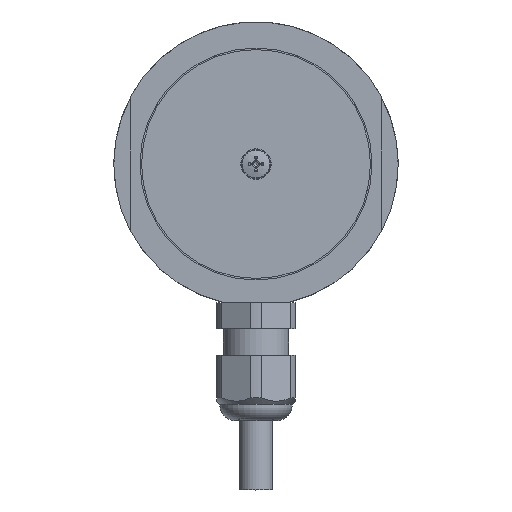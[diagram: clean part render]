
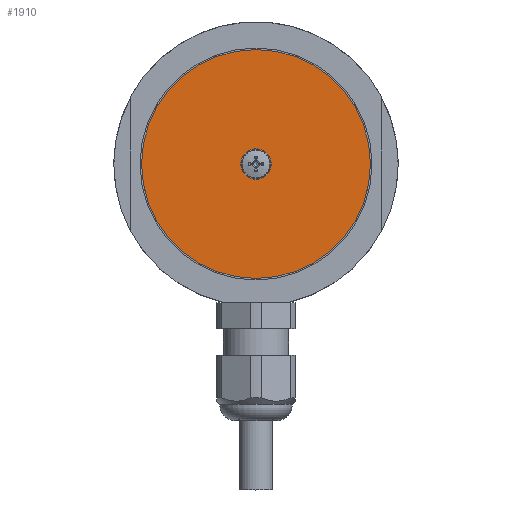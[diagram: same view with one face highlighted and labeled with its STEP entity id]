
A CAD part, top view. The second image highlights one B-rep face of the part: STEP entity #1910.
In plain terms, the highlighted planar face has unit normal (0, 0, 1).
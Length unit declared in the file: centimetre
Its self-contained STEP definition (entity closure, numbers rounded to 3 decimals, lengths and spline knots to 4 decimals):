
#117=FACE_BOUND('',#392,.T.);
#166=PLANE('',#2158);
#270=FACE_OUTER_BOUND('',#391,.T.);
#391=EDGE_LOOP('',(#1698));
#392=EDGE_LOOP('',(#1699));
#731=CIRCLE('',#2152,0.29);
#733=CIRCLE('',#2156,2.18);
#921=VERTEX_POINT('',#3518);
#923=VERTEX_POINT('',#3525);
#1187=EDGE_CURVE('',#921,#921,#731,.T.);
#1190=EDGE_CURVE('',#923,#923,#733,.T.);
#1698=ORIENTED_EDGE('',*,*,#1190,.T.);
#1699=ORIENTED_EDGE('',*,*,#1187,.T.);
#1910=ADVANCED_FACE('',(#270,#117),#166,.T.);
#2152=AXIS2_PLACEMENT_3D('',#3519,#2691,#2692);
#2156=AXIS2_PLACEMENT_3D('',#3526,#2700,#2701);
#2158=AXIS2_PLACEMENT_3D('',#3530,#2705,#2706);
#2691=DIRECTION('center_axis',(0.,0.,-1.));
#2692=DIRECTION('ref_axis',(-1.,0.,0.));
#2700=DIRECTION('center_axis',(0.,0.,1.));
#2701=DIRECTION('ref_axis',(-1.,0.,0.));
#2705=DIRECTION('center_axis',(0.,0.,1.));
#2706=DIRECTION('ref_axis',(1.,0.,0.));
#3518=CARTESIAN_POINT('',(0.131,-0.4986,2.125));
#3519=CARTESIAN_POINT('Origin',(-0.159,-0.4986,2.125));
#3525=CARTESIAN_POINT('',(2.021,-0.4986,2.125));
#3526=CARTESIAN_POINT('Origin',(-0.159,-0.4986,2.125));
#3530=CARTESIAN_POINT('Origin',(-0.159,-0.4986,2.125));
